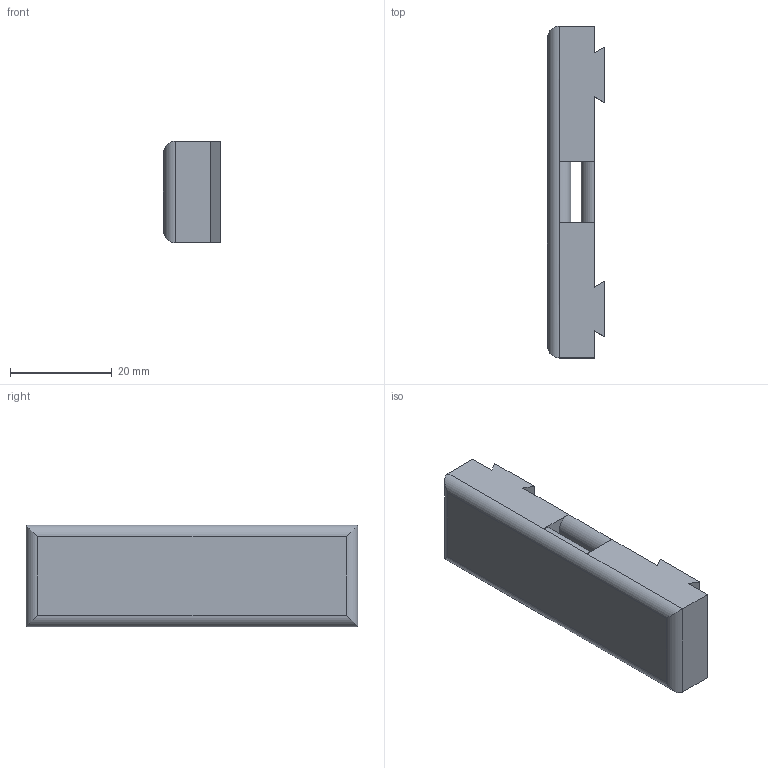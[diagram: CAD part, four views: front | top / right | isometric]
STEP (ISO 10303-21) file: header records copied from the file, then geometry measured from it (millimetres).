
FILE_DESCRIPTION(('CATIA V5 STEP Exchange'),'2;1');
FILE_NAME('chariot.stp','2020-10-27T07:29:20+00:00',('none'),('none'),'CATIA Version 5 Release 20 GA (IN-10)','CATIA V5 STEP AP203','none');
FILE_SCHEMA(('CONFIG_CONTROL_DESIGN'));
Length unit declared in the file: millimetre
Products named in the file (1): Part1
Bounding box: 11.2 x 65.2 x 20 mm (x, y, z)
Volume: 12047.5 mm3; surface area: 4831.6 mm2
Topology: 1 solids, 1 shells, 32 faces, 84 edges, 52 vertices
Faces by surface type: plane 24, cylinder 8
Entity records: 989 total; most frequent: CARTESIAN_POINT 204, ORIENTED_EDGE 168, DIRECTION 126, EDGE_CURVE 84, VECTOR 72, LINE 72, VERTEX_POINT 52, AXIS2_PLACEMENT_3D 32
